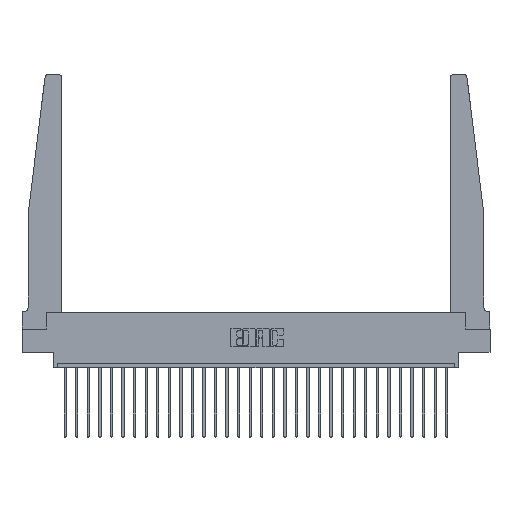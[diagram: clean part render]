
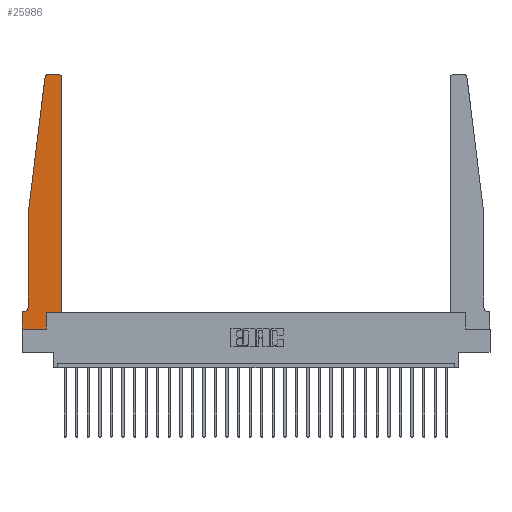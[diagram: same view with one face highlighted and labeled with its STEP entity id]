
A CAD part, top view. The second image highlights one B-rep face of the part: STEP entity #25986.
In plain terms, the highlighted planar face has unit normal (0, 0, 1).
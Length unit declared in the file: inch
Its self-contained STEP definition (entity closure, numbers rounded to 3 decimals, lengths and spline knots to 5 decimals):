
#636 = LINE ( 'NONE', #13575, #5510 ) ;
#666 = ORIENTED_EDGE ( 'NONE', *, *, #19577, .T. ) ;
#1144 = CARTESIAN_POINT ( 'NONE',  ( 0.425, 0.18, 0.37 ) ) ;
#1269 = VECTOR ( 'NONE', #26542, 39.37008 ) ;
#1490 = DIRECTION ( 'NONE',  ( 0., 0., 1. ) ) ;
#1905 = CARTESIAN_POINT ( 'NONE',  ( 0.065, 0.2375, 0.37 ) ) ;
#2353 = CARTESIAN_POINT ( 'NONE',  ( 0.2605, 0.18, 0.37 ) ) ;
#2801 = EDGE_CURVE ( 'NONE', #22926, #26442, #636, .T. ) ;
#3111 = CARTESIAN_POINT ( 'NONE',  ( 0.065, 1.25, 0.37 ) ) ;
#3183 = DIRECTION ( 'NONE',  ( 1., 0., 0. ) ) ;
#3681 = CARTESIAN_POINT ( 'NONE',  ( 0.425, 2.72, 0.37 ) ) ;
#3723 = ORIENTED_EDGE ( 'NONE', *, *, #16038, .T. ) ;
#3736 = CARTESIAN_POINT ( 'NONE',  ( 0.425, 0.18, 0.37 ) ) ;
#3752 = CARTESIAN_POINT ( 'NONE',  ( 0.27653, 2.75, 0.37 ) ) ;
#3840 = CIRCLE ( 'NONE', #14853, 0.03 ) ;
#3889 = DIRECTION ( 'NONE',  ( 1., 0., 0. ) ) ;
#4118 = CIRCLE ( 'NONE', #5349, 0.03 ) ;
#4231 = AXIS2_PLACEMENT_3D ( 'NONE', #22366, #1490, #26439 ) ;
#4431 = DIRECTION ( 'NONE',  ( 0., 0., 1. ) ) ;
#4504 = VERTEX_POINT ( 'NONE', #10949 ) ;
#4700 = DIRECTION ( 'NONE',  ( 0., 1., 0. ) ) ;
#4790 = LINE ( 'NONE', #3111, #14572 ) ;
#5349 = AXIS2_PLACEMENT_3D ( 'NONE', #14177, #4431, #3889 ) ;
#5484 = EDGE_CURVE ( 'NONE', #22274, #11105, #11859, .T. ) ;
#5510 = VECTOR ( 'NONE', #11387, 39.37008 ) ;
#5660 = ORIENTED_EDGE ( 'NONE', *, *, #9902, .T. ) ;
#5747 = DIRECTION ( 'NONE',  ( 0., 0., -1. ) ) ;
#6173 = AXIS2_PLACEMENT_3D ( 'NONE', #15905, #5747, #20441 ) ;
#6763 = ORIENTED_EDGE ( 'NONE', *, *, #2801, .T. ) ;
#7081 = LINE ( 'NONE', #11861, #1269 ) ;
#7253 = DIRECTION ( 'NONE',  ( -1., 0., 0. ) ) ;
#8329 = CARTESIAN_POINT ( 'NONE',  ( 0.2605, 0., 0.37 ) ) ;
#8338 = EDGE_CURVE ( 'NONE', #26904, #22274, #8443, .T. ) ;
#8443 = LINE ( 'NONE', #1144, #24555 ) ;
#8465 = FACE_OUTER_BOUND ( 'NONE', #19372, .T. ) ;
#8714 = ORIENTED_EDGE ( 'NONE', *, *, #17161, .T. ) ;
#9529 = VECTOR ( 'NONE', #4700, 39.37008 ) ;
#9626 = CARTESIAN_POINT ( 'NONE',  ( 0., 0., 0.37 ) ) ;
#9740 = ORIENTED_EDGE ( 'NONE', *, *, #19487, .T. ) ;
#9884 = VECTOR ( 'NONE', #15845, 39.37008 ) ;
#9902 = EDGE_CURVE ( 'NONE', #11105, #17036, #3840, .T. ) ;
#10425 = LINE ( 'NONE', #13133, #26512 ) ;
#10949 = CARTESIAN_POINT ( 'NONE',  ( 0.24675, 2.72367, 0.37 ) ) ;
#11105 = VERTEX_POINT ( 'NONE', #3681 ) ;
#11387 = DIRECTION ( 'NONE',  ( 0., -1., 0. ) ) ;
#11453 = CARTESIAN_POINT ( 'NONE',  ( 0.395, 2.72, 0.37 ) ) ;
#11758 = PLANE ( 'NONE',  #4231 ) ;
#11859 = LINE ( 'NONE', #20005, #9884 ) ;
#11861 = CARTESIAN_POINT ( 'NONE',  ( 0.065, 1.25, 0.37 ) ) ;
#12626 = ORIENTED_EDGE ( 'NONE', *, *, #16874, .T. ) ;
#12679 = ORIENTED_EDGE ( 'NONE', *, *, #18341, .T. ) ;
#13133 = CARTESIAN_POINT ( 'NONE',  ( 0.25, 2.75, 0.37 ) ) ;
#13366 = VERTEX_POINT ( 'NONE', #3752 ) ;
#13477 = DIRECTION ( 'NONE',  ( 0., -1., 0. ) ) ;
#13575 = CARTESIAN_POINT ( 'NONE',  ( 0., 0., 0.37 ) ) ;
#13876 = VECTOR ( 'NONE', #24395, 39.37008 ) ;
#14177 = CARTESIAN_POINT ( 'NONE',  ( 0.27653, 2.72, 0.37 ) ) ;
#14216 = VERTEX_POINT ( 'NONE', #19626 ) ;
#14358 = LINE ( 'NONE', #17713, #25201 ) ;
#14572 = VECTOR ( 'NONE', #13477, 39.37008 ) ;
#14837 = EDGE_CURVE ( 'NONE', #17036, #13366, #10425, .T. ) ;
#14839 = ORIENTED_EDGE ( 'NONE', *, *, #5484, .T. ) ;
#14853 = AXIS2_PLACEMENT_3D ( 'NONE', #11453, #26312, #3183 ) ;
#15114 = LINE ( 'NONE', #21575, #9529 ) ;
#15451 = DIRECTION ( 'NONE',  ( -1., 0., 0. ) ) ;
#15845 = DIRECTION ( 'NONE',  ( 0., 1., 0. ) ) ;
#15876 = LINE ( 'NONE', #22398, #13876 ) ;
#15905 = CARTESIAN_POINT ( 'NONE',  ( 0.015, 0.2375, 0.37 ) ) ;
#16038 = EDGE_CURVE ( 'NONE', #20581, #26904, #15114, .T. ) ;
#16352 = CIRCLE ( 'NONE', #6173, 0.05 ) ;
#16874 = EDGE_CURVE ( 'NONE', #20710, #14216, #16352, .T. ) ;
#17036 = VERTEX_POINT ( 'NONE', #19071 ) ;
#17161 = EDGE_CURVE ( 'NONE', #14216, #22926, #14358, .T. ) ;
#17713 = CARTESIAN_POINT ( 'NONE',  ( 0.065, 0.1875, 0.37 ) ) ;
#18341 = EDGE_CURVE ( 'NONE', #4504, #24901, #7081, .T. ) ;
#18599 = CARTESIAN_POINT ( 'NONE',  ( 0., 0.1875, 0.37 ) ) ;
#18877 = EDGE_CURVE ( 'NONE', #24901, #20710, #4790, .T. ) ;
#19071 = CARTESIAN_POINT ( 'NONE',  ( 0.395, 2.75, 0.37 ) ) ;
#19337 = CARTESIAN_POINT ( 'NONE',  ( 0.065, 1.25, 0.37 ) ) ;
#19372 = EDGE_LOOP ( 'NONE', ( #26060, #666, #12679, #23231, #12626, #8714, #6763, #9740, #3723, #19592, #14839, #5660 ) ) ;
#19487 = EDGE_CURVE ( 'NONE', #26442, #20581, #15876, .T. ) ;
#19577 = EDGE_CURVE ( 'NONE', #13366, #4504, #4118, .T. ) ;
#19592 = ORIENTED_EDGE ( 'NONE', *, *, #8338, .T. ) ;
#19626 = CARTESIAN_POINT ( 'NONE',  ( 0.015, 0.1875, 0.37 ) ) ;
#20005 = CARTESIAN_POINT ( 'NONE',  ( 0.425, 0.18, 0.37 ) ) ;
#20169 = DIRECTION ( 'NONE',  ( 1., 0., 0. ) ) ;
#20441 = DIRECTION ( 'NONE',  ( -1., 0., 0. ) ) ;
#20581 = VERTEX_POINT ( 'NONE', #8329 ) ;
#20710 = VERTEX_POINT ( 'NONE', #1905 ) ;
#21575 = CARTESIAN_POINT ( 'NONE',  ( 0.2605, 0.18, 0.37 ) ) ;
#22274 = VERTEX_POINT ( 'NONE', #3736 ) ;
#22366 = CARTESIAN_POINT ( 'NONE',  ( 0., 0.1875, 0.37 ) ) ;
#22398 = CARTESIAN_POINT ( 'NONE',  ( 0., 0., 0.37 ) ) ;
#22926 = VERTEX_POINT ( 'NONE', #18599 ) ;
#23231 = ORIENTED_EDGE ( 'NONE', *, *, #18877, .T. ) ;
#24395 = DIRECTION ( 'NONE',  ( 1., 0., 0. ) ) ;
#24555 = VECTOR ( 'NONE', #20169, 39.37008 ) ;
#24901 = VERTEX_POINT ( 'NONE', #19337 ) ;
#25201 = VECTOR ( 'NONE', #7253, 39.37008 ) ;
#25986 = ADVANCED_FACE ( 'NONE', ( #8465 ), #11758, .T. ) ;
#26060 = ORIENTED_EDGE ( 'NONE', *, *, #14837, .T. ) ;
#26312 = DIRECTION ( 'NONE',  ( 0., 0., 1. ) ) ;
#26439 = DIRECTION ( 'NONE',  ( 1., 0., 0. ) ) ;
#26442 = VERTEX_POINT ( 'NONE', #9626 ) ;
#26512 = VECTOR ( 'NONE', #15451, 39.37008 ) ;
#26542 = DIRECTION ( 'NONE',  ( -0.122, -0.992, 0. ) ) ;
#26904 = VERTEX_POINT ( 'NONE', #2353 ) ;
